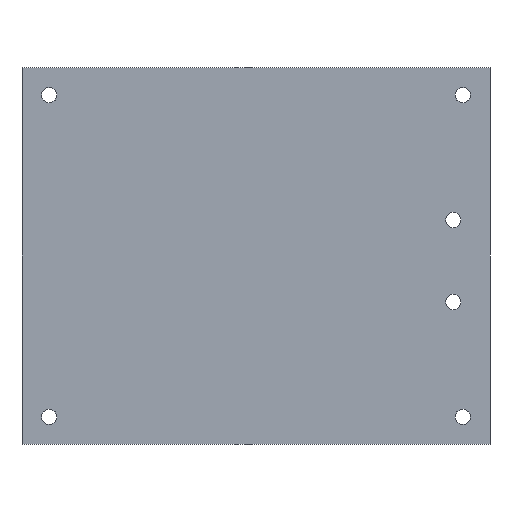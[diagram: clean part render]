
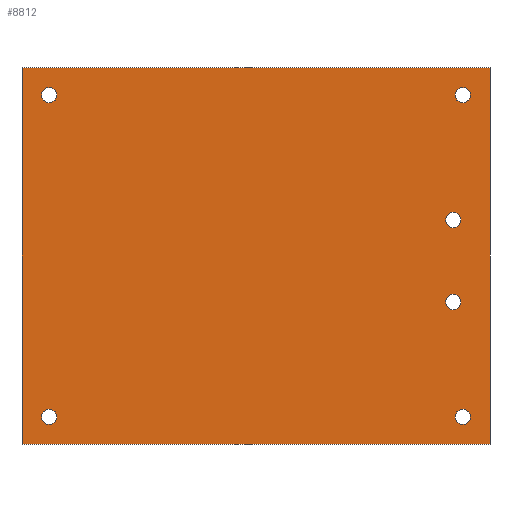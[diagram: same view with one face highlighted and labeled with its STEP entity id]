
A CAD part, front view. The second image highlights one B-rep face of the part: STEP entity #8812.
In plain terms, the highlighted planar face has unit normal (0, -1, 0).
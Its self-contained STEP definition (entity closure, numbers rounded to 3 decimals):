
#61=FACE_BOUND('',#2008,.T.);
#62=FACE_BOUND('',#2009,.T.);
#63=FACE_BOUND('',#2010,.T.);
#64=FACE_BOUND('',#2011,.T.);
#65=FACE_BOUND('',#2012,.T.);
#66=FACE_BOUND('',#2013,.T.);
#1022=PLANE('',#9085);
#1491=FACE_OUTER_BOUND('',#2007,.T.);
#2007=EDGE_LOOP('',(#8326,#8327,#8328,#8329));
#2008=EDGE_LOOP('',(#8330));
#2009=EDGE_LOOP('',(#8331));
#2010=EDGE_LOOP('',(#8332));
#2011=EDGE_LOOP('',(#8333));
#2012=EDGE_LOOP('',(#8334));
#2013=EDGE_LOOP('',(#8335));
#2816=LINE('',#16843,#3626);
#2819=LINE('',#16848,#3629);
#2821=LINE('',#16852,#3631);
#2823=LINE('',#16855,#3633);
#3626=VECTOR('',#10398,10.);
#3629=VECTOR('',#10403,10.);
#3631=VECTOR('',#10407,10.);
#3633=VECTOR('',#10411,10.);
#3634=CIRCLE('',#8828,0.915);
#3636=CIRCLE('',#8831,0.915);
#3638=CIRCLE('',#8834,0.915);
#3640=CIRCLE('',#8837,0.915);
#3642=CIRCLE('',#8840,0.915);
#3644=CIRCLE('',#8843,0.915);
#3650=VERTEX_POINT('',#10418);
#3652=VERTEX_POINT('',#10424);
#3654=VERTEX_POINT('',#10430);
#3656=VERTEX_POINT('',#10436);
#3658=VERTEX_POINT('',#10442);
#3660=VERTEX_POINT('',#10448);
#4498=VERTEX_POINT('',#16841);
#4499=VERTEX_POINT('',#16842);
#4500=VERTEX_POINT('',#16847);
#4501=VERTEX_POINT('',#16851);
#4502=EDGE_CURVE('',#3650,#3650,#3634,.T.);
#4505=EDGE_CURVE('',#3652,#3652,#3636,.T.);
#4508=EDGE_CURVE('',#3654,#3654,#3638,.T.);
#4511=EDGE_CURVE('',#3656,#3656,#3640,.T.);
#4514=EDGE_CURVE('',#3658,#3658,#3642,.T.);
#4517=EDGE_CURVE('',#3660,#3660,#3644,.T.);
#5772=EDGE_CURVE('',#4498,#4499,#2816,.T.);
#5775=EDGE_CURVE('',#4500,#4498,#2819,.T.);
#5777=EDGE_CURVE('',#4501,#4500,#2821,.T.);
#5779=EDGE_CURVE('',#4499,#4501,#2823,.T.);
#8326=ORIENTED_EDGE('',*,*,#5779,.F.);
#8327=ORIENTED_EDGE('',*,*,#5772,.F.);
#8328=ORIENTED_EDGE('',*,*,#5775,.F.);
#8329=ORIENTED_EDGE('',*,*,#5777,.F.);
#8330=ORIENTED_EDGE('',*,*,#4502,.T.);
#8331=ORIENTED_EDGE('',*,*,#4505,.T.);
#8332=ORIENTED_EDGE('',*,*,#4508,.T.);
#8333=ORIENTED_EDGE('',*,*,#4511,.T.);
#8334=ORIENTED_EDGE('',*,*,#4514,.T.);
#8335=ORIENTED_EDGE('',*,*,#4517,.T.);
#8812=ADVANCED_FACE('',(#1491,#61,#62,#63,#64,#65,#66),#1022,.F.);
#8828=AXIS2_PLACEMENT_3D('',#10419,#9090,#9091);
#8831=AXIS2_PLACEMENT_3D('',#10425,#9097,#9098);
#8834=AXIS2_PLACEMENT_3D('',#10431,#9104,#9105);
#8837=AXIS2_PLACEMENT_3D('',#10437,#9111,#9112);
#8840=AXIS2_PLACEMENT_3D('',#10443,#9118,#9119);
#8843=AXIS2_PLACEMENT_3D('',#10449,#9125,#9126);
#9085=AXIS2_PLACEMENT_3D('',#16857,#10414,#10415);
#9090=DIRECTION('center_axis',(0.,1.,0.));
#9091=DIRECTION('ref_axis',(0.,0.,-1.));
#9097=DIRECTION('center_axis',(0.,1.,0.));
#9098=DIRECTION('ref_axis',(0.,0.,-1.));
#9104=DIRECTION('center_axis',(0.,1.,0.));
#9105=DIRECTION('ref_axis',(0.,0.,-1.));
#9111=DIRECTION('center_axis',(0.,1.,0.));
#9112=DIRECTION('ref_axis',(0.,0.,-1.));
#9118=DIRECTION('center_axis',(0.,1.,0.));
#9119=DIRECTION('ref_axis',(0.,0.,-1.));
#9125=DIRECTION('center_axis',(0.,1.,0.));
#9126=DIRECTION('ref_axis',(0.,0.,-1.));
#10398=DIRECTION('',(-1.,0.,0.));
#10403=DIRECTION('',(0.,0.,-1.));
#10407=DIRECTION('',(1.,0.,0.));
#10411=DIRECTION('',(0.,0.,1.));
#10414=DIRECTION('center_axis',(0.,1.,0.));
#10415=DIRECTION('ref_axis',(1.,0.,0.));
#10418=CARTESIAN_POINT('',(51.6,0.,-27.085));
#10419=CARTESIAN_POINT('Origin',(51.6,0.,-28.));
#10424=CARTESIAN_POINT('',(52.75,0.,-40.835));
#10425=CARTESIAN_POINT('Origin',(52.75,0.,-41.75));
#10430=CARTESIAN_POINT('',(3.25,0.,-2.335));
#10431=CARTESIAN_POINT('Origin',(3.25,0.,-3.25));
#10436=CARTESIAN_POINT('',(52.75,0.,-2.335));
#10437=CARTESIAN_POINT('Origin',(52.75,0.,-3.25));
#10442=CARTESIAN_POINT('',(3.25,0.,-40.835));
#10443=CARTESIAN_POINT('Origin',(3.25,0.,-41.75));
#10448=CARTESIAN_POINT('',(51.6,0.,-17.285));
#10449=CARTESIAN_POINT('Origin',(51.6,0.,-18.2));
#16841=CARTESIAN_POINT('',(56.,0.,-45.));
#16842=CARTESIAN_POINT('',(0.,0.,-45.));
#16843=CARTESIAN_POINT('',(56.,0.,-45.));
#16847=CARTESIAN_POINT('',(56.,0.,0.));
#16848=CARTESIAN_POINT('',(56.,0.,0.));
#16851=CARTESIAN_POINT('',(0.,0.,0.));
#16852=CARTESIAN_POINT('',(0.,0.,0.));
#16855=CARTESIAN_POINT('',(0.,0.,-45.));
#16857=CARTESIAN_POINT('Origin',(28.,0.,-22.5));
